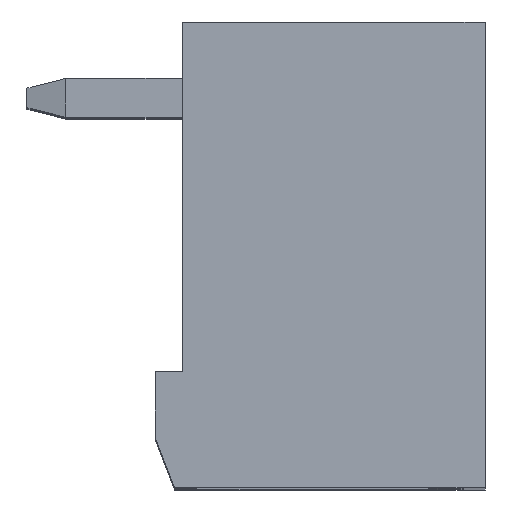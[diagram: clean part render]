
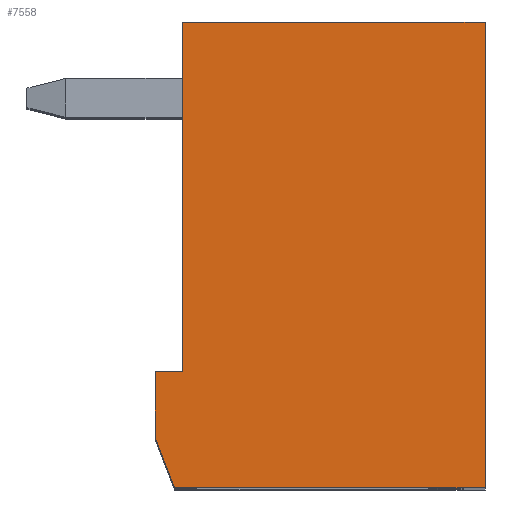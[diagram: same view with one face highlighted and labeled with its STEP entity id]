
A CAD part, top view. The second image highlights one B-rep face of the part: STEP entity #7558.
In plain terms, the highlighted planar face has unit normal (0, 0, 1).
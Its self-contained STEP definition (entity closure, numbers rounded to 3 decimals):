
#24=DIRECTION('',(0.,1.,0.));
#25=VECTOR('',#24,12.);
#26=CARTESIAN_POINT('',(3.9,0.,30.8));
#27=LINE('',#26,#25);
#88=DIRECTION('',(1.,0.,0.));
#89=VECTOR('',#88,8.);
#90=CARTESIAN_POINT('',(-4.1,0.,30.8));
#91=LINE('',#90,#89);
#188=DIRECTION('',(-0.359,0.933,0.));
#189=VECTOR('',#188,1.393);
#190=CARTESIAN_POINT('',(-4.1,0.,30.8));
#191=LINE('',#190,#189);
#212=DIRECTION('',(0.,-1.,0.));
#213=VECTOR('',#212,1.7);
#214=CARTESIAN_POINT('',(-4.6,3.,30.8));
#215=LINE('',#214,#213);
#248=DIRECTION('',(-1.,0.,0.));
#249=VECTOR('',#248,0.7);
#250=CARTESIAN_POINT('',(-3.9,3.,30.8));
#251=LINE('',#250,#249);
#308=DIRECTION('',(0.,-1.,0.));
#309=VECTOR('',#308,9.);
#310=CARTESIAN_POINT('',(-3.9,12.,30.8));
#311=LINE('',#310,#309);
#320=DIRECTION('',(-1.,0.,0.));
#321=VECTOR('',#320,7.8);
#322=CARTESIAN_POINT('',(3.9,12.,30.8));
#323=LINE('',#322,#321);
#7082=CARTESIAN_POINT('',(-4.1,0.,30.8));
#7083=CARTESIAN_POINT('',(3.9,0.,30.8));
#7084=VERTEX_POINT('',#7082);
#7085=VERTEX_POINT('',#7083);
#7088=CARTESIAN_POINT('',(3.9,12.,30.8));
#7089=VERTEX_POINT('',#7088);
#7092=CARTESIAN_POINT('',(-3.9,12.,30.8));
#7093=VERTEX_POINT('',#7092);
#7096=CARTESIAN_POINT('',(-3.9,3.,30.8));
#7097=VERTEX_POINT('',#7096);
#7100=CARTESIAN_POINT('',(-4.6,3.,30.8));
#7101=VERTEX_POINT('',#7100);
#7104=CARTESIAN_POINT('',(-4.6,1.3,30.8));
#7105=VERTEX_POINT('',#7104);
#7544=CARTESIAN_POINT('',(6.45,0.,30.8));
#7545=DIRECTION('',(0.,0.,-1.));
#7546=DIRECTION('',(0.,1.,0.));
#7547=AXIS2_PLACEMENT_3D('',#7544,#7545,#7546);
#7548=PLANE('',#7547);
#7549=ORIENTED_EDGE('',*,*,#7271,.F.);
#7550=ORIENTED_EDGE('',*,*,#7371,.T.);
#7551=ORIENTED_EDGE('',*,*,#7389,.F.);
#7552=ORIENTED_EDGE('',*,*,#7421,.F.);
#7553=ORIENTED_EDGE('',*,*,#7483,.F.);
#7554=ORIENTED_EDGE('',*,*,#7496,.F.);
#7555=ORIENTED_EDGE('',*,*,#7115,.F.);
#7556=EDGE_LOOP('',(#7549,#7550,#7551,#7552,#7553,#7554,#7555));
#7557=FACE_OUTER_BOUND('',#7556,.F.);
#7558=ADVANCED_FACE('',(#7557),#7548,.F.);
#7115=EDGE_CURVE('',#7085,#7089,#27,.T.);
#7271=EDGE_CURVE('',#7084,#7085,#91,.T.);
#7371=EDGE_CURVE('',#7084,#7105,#191,.T.);
#7389=EDGE_CURVE('',#7101,#7105,#215,.T.);
#7421=EDGE_CURVE('',#7097,#7101,#251,.T.);
#7483=EDGE_CURVE('',#7093,#7097,#311,.T.);
#7496=EDGE_CURVE('',#7089,#7093,#323,.T.);
